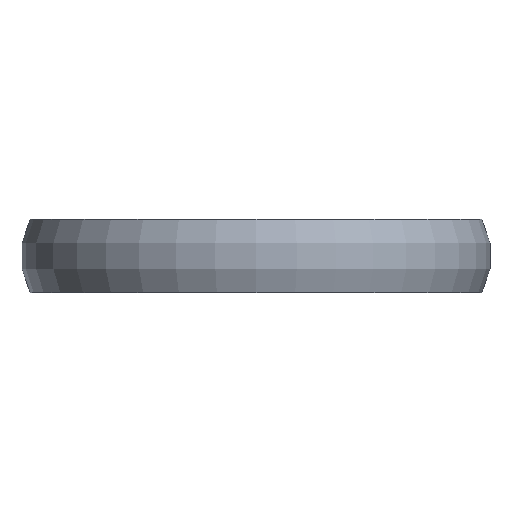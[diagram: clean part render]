
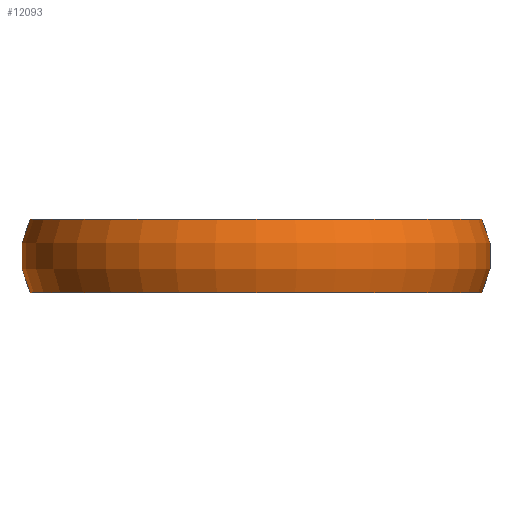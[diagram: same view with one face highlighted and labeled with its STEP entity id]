
A CAD part, left-side view. The second image highlights one B-rep face of the part: STEP entity #12093.
In plain terms, the highlighted toroidal (fillet/blend) face has major radius 17.25 mm and minor radius 8.5 mm.
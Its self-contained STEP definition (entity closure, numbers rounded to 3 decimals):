
#295 = EDGE_CURVE ( 'NONE', #8886, #8886, #5826, .T. ) ;
#466 = EDGE_CURVE ( 'NONE', #10596, #10596, #1425, .T. ) ;
#1425 = CIRCLE ( 'NONE', #8129, 24.75 ) ;
#1942 = FACE_OUTER_BOUND ( 'NONE', #6586, .T. ) ;
#2375 = CARTESIAN_POINT ( 'NONE',  ( 0., 0., -4. ) ) ;
#3028 = CARTESIAN_POINT ( 'NONE',  ( 24.75, 0., 4. ) ) ;
#3382 = DIRECTION ( 'NONE',  ( 1., 0., 0. ) ) ;
#3556 = FACE_OUTER_BOUND ( 'NONE', #10974, .T. ) ;
#4914 = AXIS2_PLACEMENT_3D ( 'NONE', #12696, #6531, #11566 ) ;
#5120 = ORIENTED_EDGE ( 'NONE', *, *, #466, .T. ) ;
#5826 = CIRCLE ( 'NONE', #12445, 24.75 ) ;
#6337 = ORIENTED_EDGE ( 'NONE', *, *, #295, .F. ) ;
#6531 = DIRECTION ( 'NONE',  ( 0., 0., 1. ) ) ;
#6586 = EDGE_LOOP ( 'NONE', ( #6337 ) ) ;
#6894 = DIRECTION ( 'NONE',  ( 0., 0., 1. ) ) ;
#7288 = DIRECTION ( 'NONE',  ( 0., 0., 1. ) ) ;
#7965 = CARTESIAN_POINT ( 'NONE',  ( 24.75, 0., -4. ) ) ;
#8129 = AXIS2_PLACEMENT_3D ( 'NONE', #2375, #7288, #3382 ) ;
#8886 = VERTEX_POINT ( 'NONE', #3028 ) ;
#10596 = VERTEX_POINT ( 'NONE', #7965 ) ;
#10922 = DIRECTION ( 'NONE',  ( 1., 0., 0. ) ) ;
#10974 = EDGE_LOOP ( 'NONE', ( #5120 ) ) ;
#11047 = CARTESIAN_POINT ( 'NONE',  ( 0., 0., 4. ) ) ;
#11566 = DIRECTION ( 'NONE',  ( 1., 0., 0. ) ) ;
#12017 = TOROIDAL_SURFACE ( 'NONE', #4914, 17.25, 8.5 ) ;
#12093 = ADVANCED_FACE ( 'NONE', ( #1942, #3556 ), #12017, .T. ) ;
#12445 = AXIS2_PLACEMENT_3D ( 'NONE', #11047, #6894, #10922 ) ;
#12696 = CARTESIAN_POINT ( 'NONE',  ( 0., 0., 0. ) ) ;
